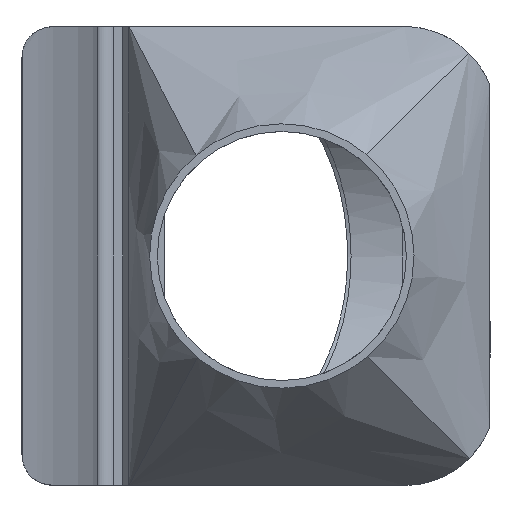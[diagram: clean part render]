
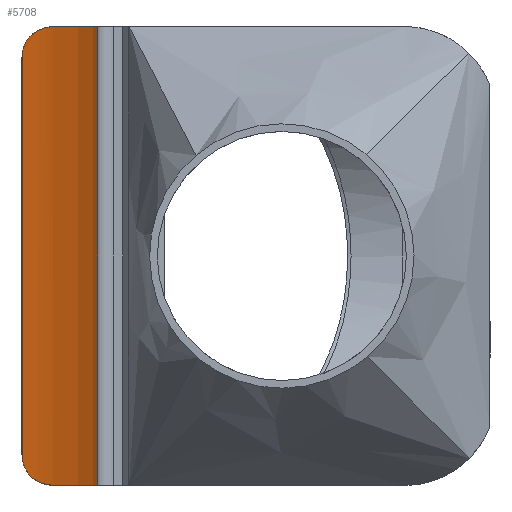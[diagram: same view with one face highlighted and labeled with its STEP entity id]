
A CAD part, front view. The second image highlights one B-rep face of the part: STEP entity #5708.
In plain terms, the highlighted cylindrical face has radius 199.8 mm (diameter 399.6 mm), a partial arc.
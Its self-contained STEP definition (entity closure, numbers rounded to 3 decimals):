
#934=LINE('',#9703,#1594);
#935=LINE('',#9731,#1595);
#1594=VECTOR('',#7609,10.);
#1595=VECTOR('',#7612,10.);
#1657=CYLINDRICAL_SURFACE('',#6145,199.8);
#1937=FACE_OUTER_BOUND('',#2254,.T.);
#2254=EDGE_LOOP('',(#5364,#5365,#5366,#5367,#5368,#5369));
#2288=B_SPLINE_CURVE_WITH_KNOTS('',3,(#9706,#9707,#9708,#9709,#9710,#9711,
#9712,#9713,#9714,#9715,#9716,#9717),.UNSPECIFIED.,.F.,.F.,(4,2,2,2,2,4),
(3.429,4.375,4.848,5.321,5.687,
5.856),.UNSPECIFIED.);
#2289=B_SPLINE_CURVE_WITH_KNOTS('',3,(#9719,#9720,#9721,#9722,#9723,#9724,
#9725,#9726,#9727,#9728,#9729,#9730),.UNSPECIFIED.,.F.,.F.,(4,2,2,2,2,4),
(0.197,0.366,0.731,1.204,
1.677,2.623),.UNSPECIFIED.);
#2416=CIRCLE('',#6106,199.8);
#2419=CIRCLE('',#6129,199.8);
#2935=VERTEX_POINT('',#9589);
#2936=VERTEX_POINT('',#9591);
#2952=VERTEX_POINT('',#9668);
#2953=VERTEX_POINT('',#9670);
#2957=VERTEX_POINT('',#9705);
#2958=VERTEX_POINT('',#9718);
#3711=EDGE_CURVE('',#2935,#2936,#2416,.T.);
#3753=EDGE_CURVE('',#2952,#2953,#2419,.T.);
#3770=EDGE_CURVE('',#2953,#2935,#934,.T.);
#3771=EDGE_CURVE('',#2936,#2957,#2288,.T.);
#3772=EDGE_CURVE('',#2958,#2952,#2289,.T.);
#3773=EDGE_CURVE('',#2958,#2957,#935,.T.);
#5364=ORIENTED_EDGE('',*,*,#3771,.F.);
#5365=ORIENTED_EDGE('',*,*,#3711,.F.);
#5366=ORIENTED_EDGE('',*,*,#3770,.F.);
#5367=ORIENTED_EDGE('',*,*,#3753,.F.);
#5368=ORIENTED_EDGE('',*,*,#3772,.F.);
#5369=ORIENTED_EDGE('',*,*,#3773,.T.);
#5708=ADVANCED_FACE('',(#1937),#1657,.T.);
#6106=AXIS2_PLACEMENT_3D('',#9592,#7479,#7480);
#6129=AXIS2_PLACEMENT_3D('',#9671,#7564,#7565);
#6145=AXIS2_PLACEMENT_3D('',#9704,#7610,#7611);
#7479=DIRECTION('center_axis',(0.,0.,
-1.));
#7480=DIRECTION('ref_axis',(0.876,-0.483,0.));
#7564=DIRECTION('center_axis',(0.,0.,
1.));
#7565=DIRECTION('ref_axis',(0.876,-0.483,0.));
#7609=DIRECTION('',(0.,0.,-1.));
#7610=DIRECTION('center_axis',(0.,0.,-1.));
#7611=DIRECTION('ref_axis',(0.876,-0.483,0.));
#7612=DIRECTION('',(0.,0.,-1.));
#9589=CARTESIAN_POINT('',(7.42,162.364,-150.));
#9591=CARTESIAN_POINT('',(-7.419,86.281,-150.));
#9592=CARTESIAN_POINT('Origin',(-192.38,161.842,-150.));
#9668=CARTESIAN_POINT('',(-7.419,86.281,0.));
#9670=CARTESIAN_POINT('',(7.42,162.364,0.));
#9671=CARTESIAN_POINT('Origin',(-192.38,161.842,0.));
#9703=CARTESIAN_POINT('',(7.42,162.364,0.));
#9704=CARTESIAN_POINT('Origin',(-192.38,161.842,0.));
#9705=CARTESIAN_POINT('',(-17.236,65.693,-141.903));
#9706=CARTESIAN_POINT('Ctrl Pts',(-7.419,86.281,-150.));
#9707=CARTESIAN_POINT('Ctrl Pts',(-8.611,83.362,-150.));
#9708=CARTESIAN_POINT('Ctrl Pts',(-9.992,80.197,-149.785));
#9709=CARTESIAN_POINT('Ctrl Pts',(-12.11,75.669,-148.865));
#9710=CARTESIAN_POINT('Ctrl Pts',(-12.823,74.197,-148.459));
#9711=CARTESIAN_POINT('Ctrl Pts',(-14.208,71.414,-147.394));
#9712=CARTESIAN_POINT('Ctrl Pts',(-14.881,70.103,-146.739));
#9713=CARTESIAN_POINT('Ctrl Pts',(-15.977,68.016,-145.235));
#9714=CARTESIAN_POINT('Ctrl Pts',(-16.467,67.104,-144.389));
#9715=CARTESIAN_POINT('Ctrl Pts',(-16.995,66.132,-142.922));
#9716=CARTESIAN_POINT('Ctrl Pts',(-17.135,65.877,-142.425));
#9717=CARTESIAN_POINT('Ctrl Pts',(-17.236,65.693,-141.903));
#9718=CARTESIAN_POINT('',(-17.236,65.693,-8.097));
#9719=CARTESIAN_POINT('Ctrl Pts',(-17.236,65.693,-8.097));
#9720=CARTESIAN_POINT('Ctrl Pts',(-17.135,65.877,-7.575));
#9721=CARTESIAN_POINT('Ctrl Pts',(-16.995,66.132,-7.078));
#9722=CARTESIAN_POINT('Ctrl Pts',(-16.467,67.104,-5.611));
#9723=CARTESIAN_POINT('Ctrl Pts',(-15.977,68.016,-4.765));
#9724=CARTESIAN_POINT('Ctrl Pts',(-14.881,70.103,-3.261));
#9725=CARTESIAN_POINT('Ctrl Pts',(-14.208,71.414,-2.606));
#9726=CARTESIAN_POINT('Ctrl Pts',(-12.823,74.197,-1.541));
#9727=CARTESIAN_POINT('Ctrl Pts',(-12.11,75.669,-1.135));
#9728=CARTESIAN_POINT('Ctrl Pts',(-9.992,80.197,-0.215));
#9729=CARTESIAN_POINT('Ctrl Pts',(-8.611,83.362,0.));
#9730=CARTESIAN_POINT('Ctrl Pts',(-7.419,86.281,0.));
#9731=CARTESIAN_POINT('',(-17.236,65.693,0.));
